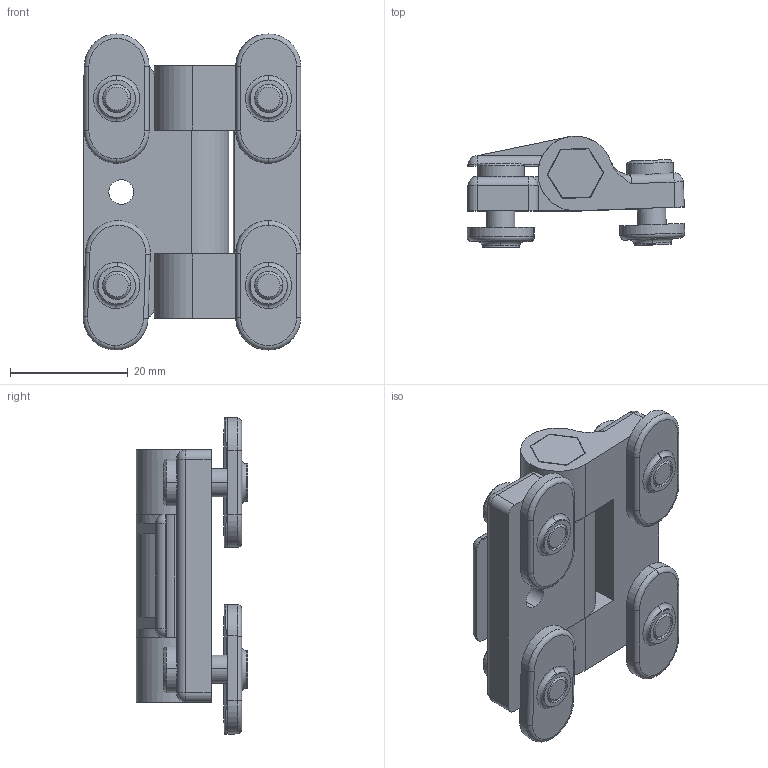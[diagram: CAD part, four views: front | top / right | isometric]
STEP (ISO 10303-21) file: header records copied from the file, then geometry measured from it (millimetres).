
FILE_DESCRIPTION (( 'STEP AP203' ), '1' );
FILE_NAME ('655078.SLDASM.step', '2003-10-13T11:35:17', ( 'Jerry Winters' ), ( 'GoEngineer' ), 'SwSTEP 2.0', 'SolidWorks 2003174', '' );
FILE_SCHEMA (( 'CONFIG_CONTROL_DESIGN' ));
Length unit declared in the file: inch
Products named in the file (8): 651009; Socket Head Cap Screw_AI_HX-SHCS 0.19-32x0.375x0.375-C; 655078.SLDASM; 655078pin; 655078b; 655078a; 651204; 651096
Assembly tree (10 placements, depth 4):
  655078.SLDASM
    655078b
    655078a
    651204  x4
      651096
      651009
        Socket Head Cap Screw_AI_HX-SHCS 0.19-32x0.375x0.375-C
    655078pin
Bounding box: 36.99 x 18.92 x 53.75 mm (x, y, z)
Volume: 14465.5 mm3; surface area: 11883.4 mm2
Topology: 11 solids, 11 shells, 323 faces, 752 edges, 451 vertices
Faces by surface type: plane 149, cylinder 110, torus 28, cone 24, sphere 8, bspline 4
Entity records: 9750 total; most frequent: CARTESIAN_POINT 4370, DIRECTION 982, ORIENTED_EDGE 890, EDGE_CURVE 445, AXIS2_PLACEMENT_3D 364, VERTEX_POINT 277, LINE 254, VECTOR 254
